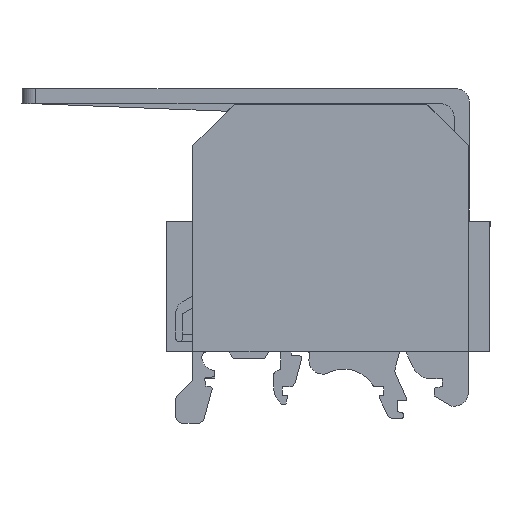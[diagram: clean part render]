
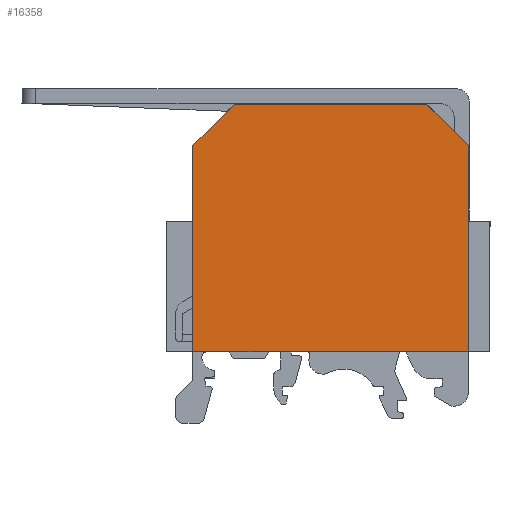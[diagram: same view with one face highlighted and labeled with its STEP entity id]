
A CAD part, front view. The second image highlights one B-rep face of the part: STEP entity #16358.
In plain terms, the highlighted planar face has unit normal (0, -1, 0).
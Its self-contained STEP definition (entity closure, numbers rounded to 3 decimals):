
#3602=ORIENTED_EDGE('',*,*,#5411,.T.);
#3603=ORIENTED_EDGE('',*,*,#5421,.T.);
#3604=ORIENTED_EDGE('',*,*,#5419,.T.);
#3605=ORIENTED_EDGE('',*,*,#5417,.T.);
#3606=ORIENTED_EDGE('',*,*,#5415,.T.);
#3607=ORIENTED_EDGE('',*,*,#5413,.T.);
#5411=EDGE_CURVE('',#6581,#6580,#8021,.T.);
#5413=EDGE_CURVE('',#6582,#6581,#8023,.T.);
#5415=EDGE_CURVE('',#6583,#6582,#8025,.T.);
#5417=EDGE_CURVE('',#6584,#6583,#8027,.T.);
#5419=EDGE_CURVE('',#6585,#6584,#8029,.T.);
#5421=EDGE_CURVE('',#6580,#6585,#8031,.T.);
#6580=VERTEX_POINT('',#23791);
#6581=VERTEX_POINT('',#23793);
#6582=VERTEX_POINT('',#23797);
#6583=VERTEX_POINT('',#23801);
#6584=VERTEX_POINT('',#23805);
#6585=VERTEX_POINT('',#23809);
#8021=LINE('',#23792,#9469);
#8023=LINE('',#23796,#9471);
#8025=LINE('',#23800,#9473);
#8027=LINE('',#23804,#9475);
#8029=LINE('',#23808,#9477);
#8031=LINE('',#23812,#9479);
#9469=VECTOR('',#20247,1000.);
#9471=VECTOR('',#20251,1000.);
#9473=VECTOR('',#20255,1000.);
#9475=VECTOR('',#20259,1000.);
#9477=VECTOR('',#20263,1000.);
#9479=VECTOR('',#20267,1000.);
#10169=EDGE_LOOP('',(#3602,#3603,#3604,#3605,#3606,#3607));
#10873=FACE_BOUND('',#10169,.T.);
#11388=PLANE('',#17207);
#16358=ADVANCED_FACE('',(#10873),#11388,.F.);
#17207=AXIS2_PLACEMENT_3D('',#23834,#20282,#20283);
#20247=DIRECTION('',(-0.707,0.,-0.707));
#20251=DIRECTION('',(-1.,0.,0.));
#20255=DIRECTION('',(-0.707,0.,0.707));
#20259=DIRECTION('',(0.,0.,1.));
#20263=DIRECTION('',(1.,0.,0.));
#20267=DIRECTION('',(0.,0.,-1.));
#20282=DIRECTION('',(0.,1.,0.));
#20283=DIRECTION('',(-1.,0.,0.));
#23791=CARTESIAN_POINT('',(-20.001,-57.335,-68.319));
#23792=CARTESIAN_POINT('',(-20.001,-57.335,-68.319));
#23793=CARTESIAN_POINT('',(-14.001,-57.335,-62.319));
#23796=CARTESIAN_POINT('',(13.999,-57.335,-62.319));
#23797=CARTESIAN_POINT('',(13.999,-57.335,-62.319));
#23800=CARTESIAN_POINT('',(13.999,-57.335,-62.319));
#23801=CARTESIAN_POINT('',(19.999,-57.335,-68.319));
#23804=CARTESIAN_POINT('',(19.999,-57.335,-98.319));
#23805=CARTESIAN_POINT('',(19.999,-57.335,-98.319));
#23808=CARTESIAN_POINT('',(-20.001,-57.335,-98.319));
#23809=CARTESIAN_POINT('',(-20.001,-57.335,-98.319));
#23812=CARTESIAN_POINT('',(-20.001,-57.335,-68.319));
#23834=CARTESIAN_POINT('',(-0.001,-57.335,-48.319));
